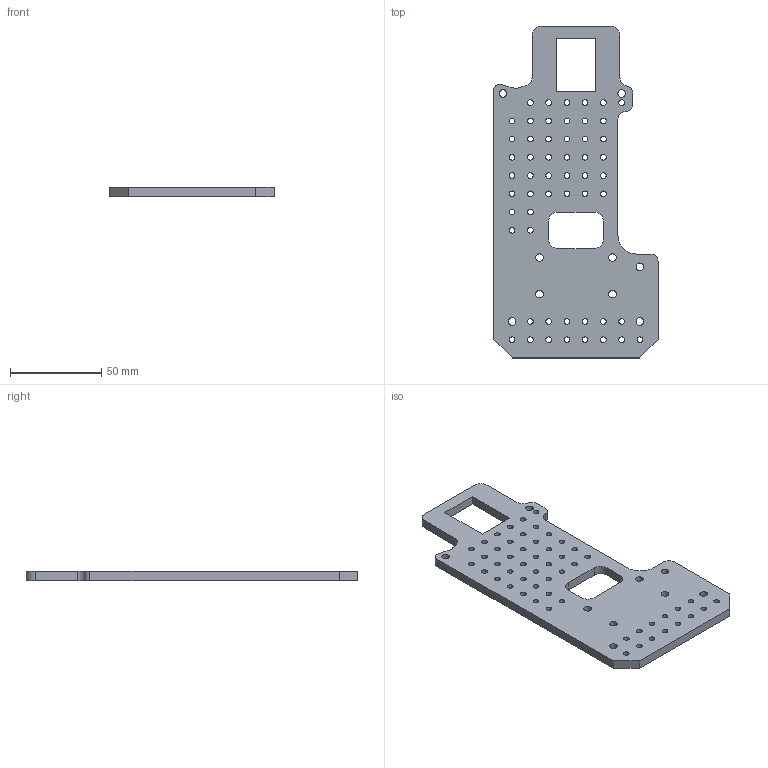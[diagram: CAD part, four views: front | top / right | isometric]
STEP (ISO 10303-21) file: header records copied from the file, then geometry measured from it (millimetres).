
FILE_DESCRIPTION(/* description */ ('Unknown'),/* implementation_level */ '2;1');
FILE_NAME(/* name */ 'Plaque trouée supérieure',/* time_stamp */ '2023-01-27T11:57:08+01:00',/* author */ ('Unknown'),/* organization */ ('Unknown'),/* preprocessor_version */ 'ST-DEVELOPER v16.7',/* originating_system */ 'DEX',/* authorisation */ $);
FILE_SCHEMA (('AUTOMOTIVE_DESIGN {1 0 10303 214 3 1 1}'));
Length unit declared in the file: millimetre
Products named in the file (1): 011.2-Plaque trouée supérieure
Bounding box: 90 x 182 x 5 mm (x, y, z)
Volume: 56318.4 mm3; surface area: 29358.1 mm2
Topology: 1 solids, 1 shells, 106 faces, 373 edges, 269 vertices
Faces by surface type: cylinder 80, plane 26
Full cylindrical faces by diameter (mm): 3.1 x54, 4.2 x9
Entity records: 3593 total; most frequent: DIRECTION 623, CARTESIAN_POINT 564, ORIENTED_EDGE 498, EDGE_LOOP 299, FACE_BOUND 299, AXIS2_PLACEMENT_3D 267, EDGE_CURVE 249, VERTEX_POINT 208
